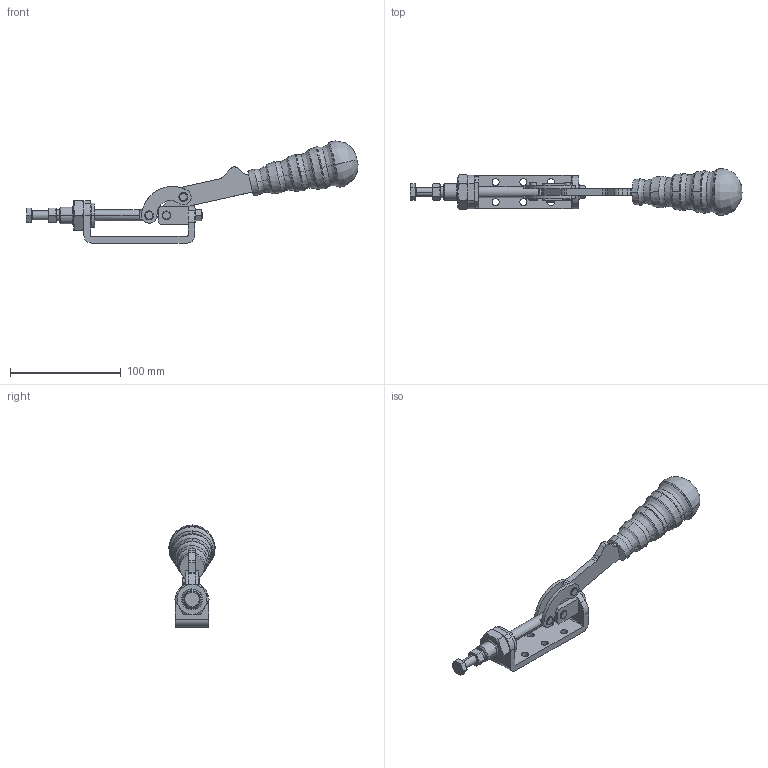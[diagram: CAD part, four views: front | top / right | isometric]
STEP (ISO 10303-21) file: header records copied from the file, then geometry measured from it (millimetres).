
FILE_DESCRIPTION((''),'2;1');
FILE_NAME('312-opened.stp','2005-09-28T08:24:31',('Kysilko'),(''),'Autodesk Inventor 8','Autodesk Inventor 8','');
FILE_SCHEMA(('AUTOMOTIVE_DESIGN { 1 0 10303 214 1 1 1 1 }'));
Length unit declared in the file: millimetre
Products named in the file (1): Part2
Bounding box: 299.41 x 41.84 x 92.16 mm (x, y, z)
Volume: 139097.3 mm3; surface area: 40493.7 mm2
Topology: 1 solids, 6 shells, 746 faces, 1966 edges, 1165 vertices
Faces by surface type: plane 316, cone 250, cylinder 98, bspline 62, torus 20
Entity records: 24067 total; most frequent: CARTESIAN_POINT 6216, ORIENTED_EDGE 3916, DIRECTION 3794, EDGE_CURVE 1958, AXIS2_PLACEMENT_3D 1542, VERTEX_POINT 1165, EDGE_LOOP 865, CIRCLE 831
